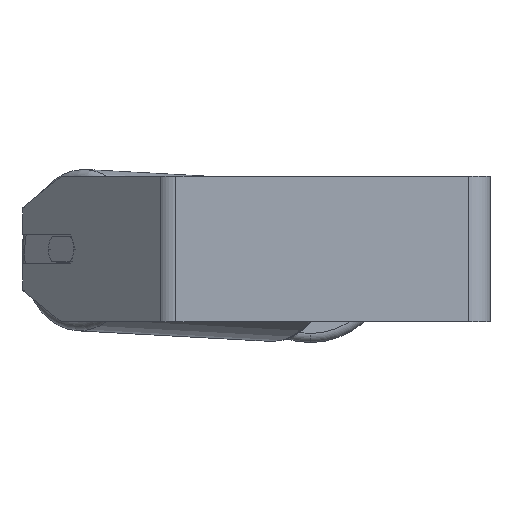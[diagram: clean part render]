
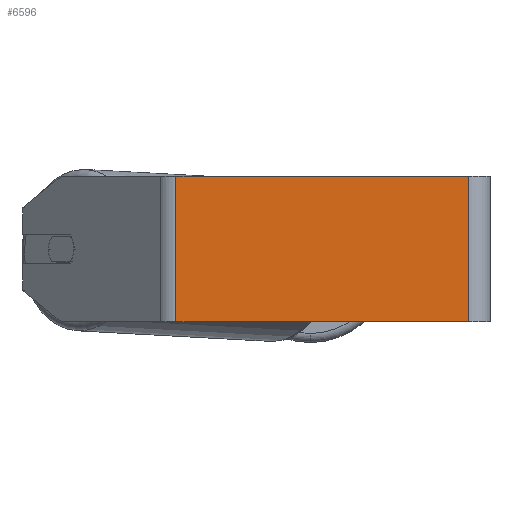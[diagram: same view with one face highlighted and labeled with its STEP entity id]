
A CAD part, left-side view. The second image highlights one B-rep face of the part: STEP entity #6596.
In plain terms, the highlighted planar face has unit normal (-1, 0, 0).
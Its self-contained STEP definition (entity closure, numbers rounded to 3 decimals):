
#606 = VERTEX_POINT ( 'NONE', #1509 ) ;
#1234 = CARTESIAN_POINT ( 'NONE',  ( -300., 172.902, 40. ) ) ;
#1509 = CARTESIAN_POINT ( 'NONE',  ( -300., 12., 40. ) ) ;
#1803 = DIRECTION ( 'NONE',  ( 0., -1., 0. ) ) ;
#2268 = ORIENTED_EDGE ( 'NONE', *, *, #3428, .T. ) ;
#2795 = ORIENTED_EDGE ( 'NONE', *, *, #5517, .F. ) ;
#3037 = ORIENTED_EDGE ( 'NONE', *, *, #4685, .F. ) ;
#3369 = CARTESIAN_POINT ( 'NONE',  ( -300., 177.872, 40. ) ) ;
#3428 = EDGE_CURVE ( 'NONE', #8259, #6512, #8390, .T. ) ;
#3659 = DIRECTION ( 'NONE',  ( 0., 0., -1. ) ) ;
#3738 = CARTESIAN_POINT ( 'NONE',  ( -300., 177.872, -40. ) ) ;
#3876 = PLANE ( 'NONE',  #7720 ) ;
#3903 = VECTOR ( 'NONE', #5047, 1000. ) ;
#4339 = LINE ( 'NONE', #8301, #8284 ) ;
#4453 = CARTESIAN_POINT ( 'NONE',  ( -300., 172.902, -40. ) ) ;
#4558 = EDGE_LOOP ( 'NONE', ( #7714, #2795, #3037, #2268 ) ) ;
#4685 = EDGE_CURVE ( 'NONE', #8259, #606, #4832, .T. ) ;
#4832 = LINE ( 'NONE', #3369, #7560 ) ;
#4943 = LINE ( 'NONE', #3738, #6621 ) ;
#5047 = DIRECTION ( 'NONE',  ( 0., 0., -1. ) ) ;
#5237 = CARTESIAN_POINT ( 'NONE',  ( -300., 177.872, 40. ) ) ;
#5517 = EDGE_CURVE ( 'NONE', #606, #5735, #4339, .T. ) ;
#5735 = VERTEX_POINT ( 'NONE', #8001 ) ;
#6363 = CARTESIAN_POINT ( 'NONE',  ( -300., 172.902, 40. ) ) ;
#6512 = VERTEX_POINT ( 'NONE', #4453 ) ;
#6596 = ADVANCED_FACE ( 'NONE', ( #8540 ), #3876, .F. ) ;
#6621 = VECTOR ( 'NONE', #1803, 1000. ) ;
#6652 = DIRECTION ( 'NONE',  ( 0., 0., -1. ) ) ;
#7372 = EDGE_CURVE ( 'NONE', #6512, #5735, #4943, .T. ) ;
#7541 = DIRECTION ( 'NONE',  ( 0., -1., 0. ) ) ;
#7560 = VECTOR ( 'NONE', #7541, 1000. ) ;
#7714 = ORIENTED_EDGE ( 'NONE', *, *, #7372, .T. ) ;
#7720 = AXIS2_PLACEMENT_3D ( 'NONE', #5237, #8711, #6652 ) ;
#8001 = CARTESIAN_POINT ( 'NONE',  ( -300., 12., -40. ) ) ;
#8259 = VERTEX_POINT ( 'NONE', #1234 ) ;
#8284 = VECTOR ( 'NONE', #3659, 1000. ) ;
#8301 = CARTESIAN_POINT ( 'NONE',  ( -300., 12., 40. ) ) ;
#8390 = LINE ( 'NONE', #6363, #3903 ) ;
#8540 = FACE_OUTER_BOUND ( 'NONE', #4558, .T. ) ;
#8711 = DIRECTION ( 'NONE',  ( 1., 0., 0. ) ) ;
